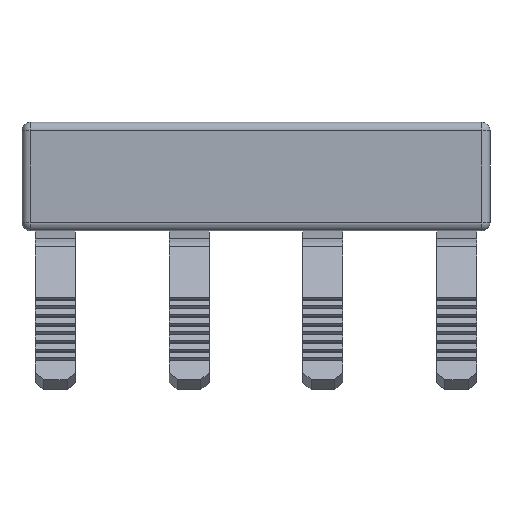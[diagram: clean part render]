
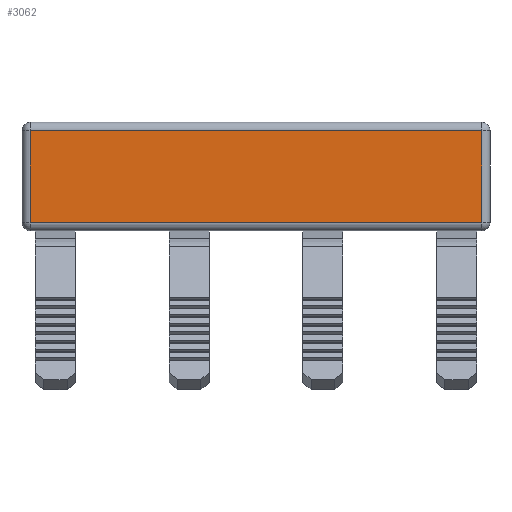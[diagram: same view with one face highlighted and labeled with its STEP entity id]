
A CAD part, front view. The second image highlights one B-rep face of the part: STEP entity #3062.
In plain terms, the highlighted planar face has unit normal (0, -1, 0).
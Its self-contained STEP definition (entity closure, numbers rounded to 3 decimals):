
#135 = CARTESIAN_POINT ( 'NONE',  ( -37.5, -1.4, -2.75 ) ) ;
#561 = CARTESIAN_POINT ( 'NONE',  ( -10.5, -1.4, 2.75 ) ) ;
#972 = DIRECTION ( 'NONE',  ( 0., 0., -1. ) ) ;
#1487 = VECTOR ( 'NONE', #7859, 1000. ) ;
#1516 = EDGE_CURVE ( 'NONE', #7228, #11242, #6049, .T. ) ;
#1749 = CARTESIAN_POINT ( 'NONE',  ( 38., -1.4, -2.75 ) ) ;
#2468 = ORIENTED_EDGE ( 'NONE', *, *, #7986, .T. ) ;
#2502 = LINE ( 'NONE', #8641, #1487 ) ;
#2569 = LINE ( 'NONE', #8940, #7252 ) ;
#3062 = ADVANCED_FACE ( 'NONE', ( #10021 ), #3530, .T. ) ;
#3304 = CARTESIAN_POINT ( 'NONE',  ( 38., -1.4, 2.75 ) ) ;
#3530 = PLANE ( 'NONE',  #7346 ) ;
#3575 = EDGE_CURVE ( 'NONE', #8930, #8341, #2502, .T. ) ;
#4017 = ORIENTED_EDGE ( 'NONE', *, *, #9402, .T. ) ;
#5495 = DIRECTION ( 'NONE',  ( 0., -1., 0. ) ) ;
#6049 = LINE ( 'NONE', #3304, #7124 ) ;
#6337 = VECTOR ( 'NONE', #9181, 1000. ) ;
#6679 = CARTESIAN_POINT ( 'NONE',  ( -10.5, -1.4, 2.75 ) ) ;
#7124 = VECTOR ( 'NONE', #9735, 1000. ) ;
#7228 = VERTEX_POINT ( 'NONE', #561 ) ;
#7252 = VECTOR ( 'NONE', #9830, 1000. ) ;
#7346 = AXIS2_PLACEMENT_3D ( 'NONE', #1749, #5495, #972 ) ;
#7704 = CARTESIAN_POINT ( 'NONE',  ( -10.5, -1.4, -2.75 ) ) ;
#7859 = DIRECTION ( 'NONE',  ( -1., 0., 0. ) ) ;
#7986 = EDGE_CURVE ( 'NONE', #8930, #7228, #8406, .T. ) ;
#8341 = VERTEX_POINT ( 'NONE', #135 ) ;
#8406 = LINE ( 'NONE', #6679, #6337 ) ;
#8641 = CARTESIAN_POINT ( 'NONE',  ( 38., -1.4, -2.75 ) ) ;
#8930 = VERTEX_POINT ( 'NONE', #7704 ) ;
#8940 = CARTESIAN_POINT ( 'NONE',  ( -37.5, -1.4, -2.75 ) ) ;
#9181 = DIRECTION ( 'NONE',  ( 0., 0., 1. ) ) ;
#9302 = EDGE_LOOP ( 'NONE', ( #11074, #2468, #11575, #4017 ) ) ;
#9402 = EDGE_CURVE ( 'NONE', #11242, #8341, #2569, .T. ) ;
#9735 = DIRECTION ( 'NONE',  ( -1., 0., 0. ) ) ;
#9830 = DIRECTION ( 'NONE',  ( 0., 0., -1. ) ) ;
#10021 = FACE_OUTER_BOUND ( 'NONE', #9302, .T. ) ;
#10170 = CARTESIAN_POINT ( 'NONE',  ( -37.5, -1.4, 2.75 ) ) ;
#11074 = ORIENTED_EDGE ( 'NONE', *, *, #3575, .F. ) ;
#11242 = VERTEX_POINT ( 'NONE', #10170 ) ;
#11575 = ORIENTED_EDGE ( 'NONE', *, *, #1516, .T. ) ;
